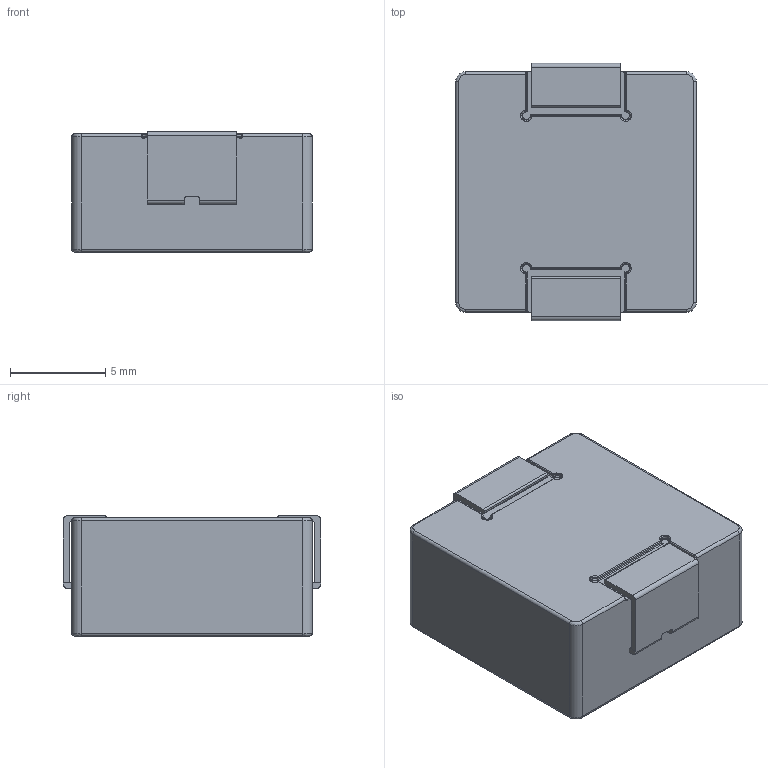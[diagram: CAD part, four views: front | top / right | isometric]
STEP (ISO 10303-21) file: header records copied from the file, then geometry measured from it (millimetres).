
FILE_DESCRIPTION (( 'STEP AP214' ), '1' );
FILE_NAME ('SRP1265C.STEP', '2020-07-17T12:52:54', ( '' ), ( '' ), 'SwSTEP 2.0', 'SolidWorks 2015', '' );
FILE_SCHEMA (( 'AUTOMOTIVE_DESIGN' ));
Length unit declared in the file: millimetre
Products named in the file (1): SRP1265C
Bounding box: 12.6 x 13.49 x 6.3 mm (x, y, z)
Volume: 873.7 mm3; surface area: 1380.2 mm2
Topology: 3 solids, 4 shells, 410 faces, 1133 edges, 723 vertices
Faces by surface type: bspline 264, cylinder 80, plane 66
Entity records: 21733 total; most frequent: CARTESIAN_POINT 7414, ORIENTED_EDGE 2262, DIRECTION 2027, EDGE_CURVE 1131, AXIS2_PLACEMENT_3D 907, CIRCLE 760, VERTEX_POINT 723, UNCERTAINTY_MEASURE_WITH_UNIT 415
